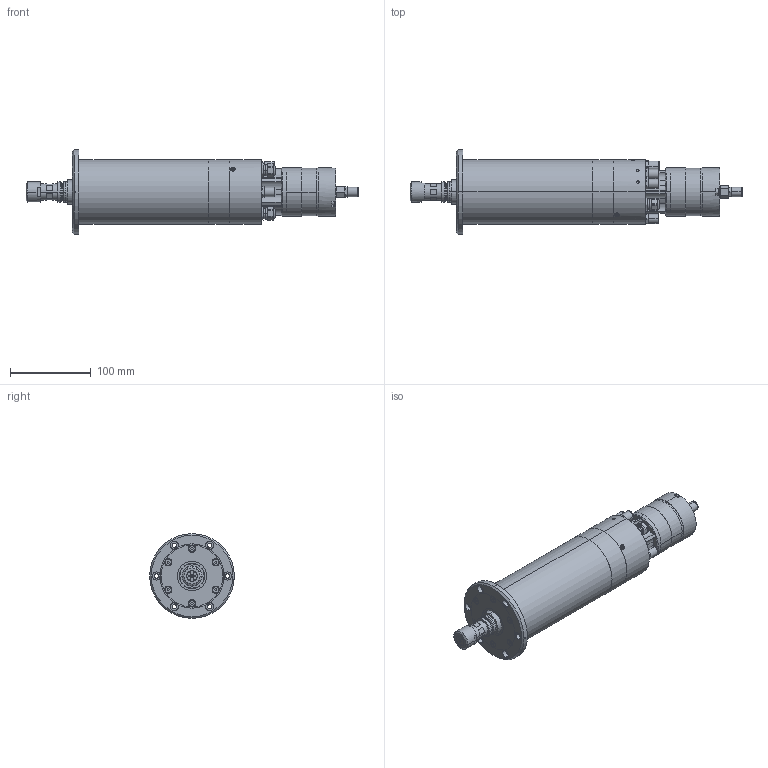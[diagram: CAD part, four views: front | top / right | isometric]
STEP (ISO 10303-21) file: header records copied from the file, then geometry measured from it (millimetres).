
FILE_DESCRIPTION (( 'STEP AP203' ), '1' );
FILE_NAME ('080A40K-00-.STEP', '2010-05-06T13:38:40', ( 'IBAGCAD_7' ), ( 'IBAG Switzerland AG' ), 'SwSTEP 2.0', 'SolidWorks 2009', '' );
FILE_SCHEMA (( 'CONFIG_CONTROL_DESIGN' ));
Length unit declared in the file: millimetre
Products named in the file (1): 080A40K-00-
Bounding box: 411.93 x 105 x 105 mm (x, y, z)
Surface area: 143986.4 mm2 (no closed solid volume)
Topology: 0 solids, 61 shells, 668 faces, 2011 edges, 1421 vertices
Faces by surface type: plane 298, cylinder 246, cone 78, torus 46
Entity records: 23576 total; most frequent: CARTESIAN_POINT 4865, DIRECTION 4241, ORIENTED_EDGE 3250, EDGE_CURVE 2009, AXIS2_PLACEMENT_3D 1633, VERTEX_POINT 1421, VECTOR 975, LINE 975
